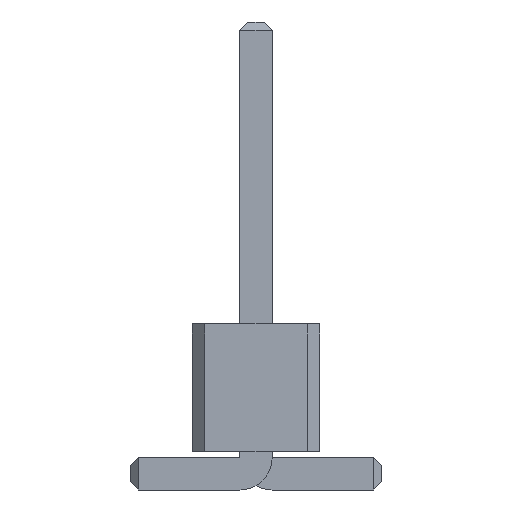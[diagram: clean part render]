
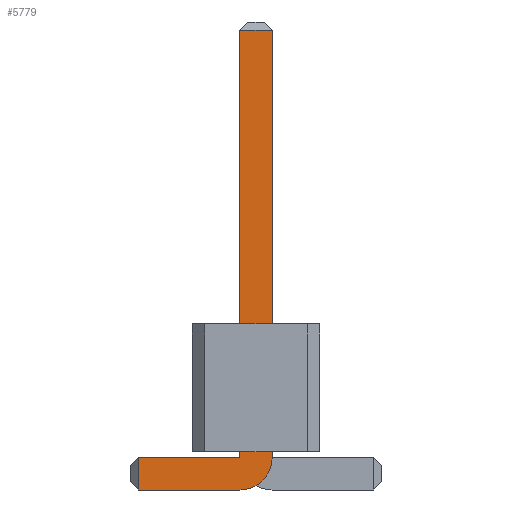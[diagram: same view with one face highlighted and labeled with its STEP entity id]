
A CAD part, front view. The second image highlights one B-rep face of the part: STEP entity #5779.
In plain terms, the highlighted planar face has unit normal (0, -1, 0).
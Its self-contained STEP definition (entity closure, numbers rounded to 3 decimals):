
#56=DIRECTION('',(0.,-1.,0.));
#67=DIRECTION('',(1.,0.,0.));
#1238=VECTOR('',#67,1.);
#1291=DIRECTION('',(-1.,0.,0.));
#2459=VECTOR('',#1291,1.);
#2641=DIRECTION('',(0.,0.,-1.));
#2660=VECTOR('',#2641,1.);
#5609=VECTOR('',#5610,1.);
#5610=DIRECTION('',(0.,0.,1.));
#5632=DIRECTION('',(0.,-1.,0.));
#5633=DIRECTION('',(-1.,0.,0.));
#5640=VERTEX_POINT('',#5641);
#5641=CARTESIAN_POINT('',(-2.34,-25.72,0.));
#5644=ORIENTED_EDGE('',*,*,#5645,.T.);
#5645=EDGE_CURVE('',#5640,#5646,#5648,.T.);
#5646=VERTEX_POINT('',#5647);
#5647=CARTESIAN_POINT('',(-0.32,-25.72,0.));
#5648=LINE('',#5649,#1238);
#5649=CARTESIAN_POINT('',(-2.5,-25.72,0.));
#5681=VERTEX_POINT('',#5682);
#5682=CARTESIAN_POINT('',(0.32,-25.72,0.64));
#5685=EDGE_CURVE('',#5646,#5681,#5686,.T.);
#5686=CIRCLE('',#5687,0.64);
#5687=AXIS2_PLACEMENT_3D('',#5688,#56,#2641);
#5688=CARTESIAN_POINT('',(-0.32,-25.72,0.64));
#5696=VERTEX_POINT('',#5688);
#5698=ORIENTED_EDGE('',*,*,#5699,.T.);
#5699=EDGE_CURVE('',#5696,#5700,#5702,.T.);
#5700=VERTEX_POINT('',#5701);
#5701=CARTESIAN_POINT('',(-2.34,-25.72,0.64));
#5702=LINE('',#5688,#2459);
#5712=ORIENTED_EDGE('',*,*,#5713,.T.);
#5713=EDGE_CURVE('',#5681,#5714,#5716,.T.);
#5714=VERTEX_POINT('',#5715);
#5715=CARTESIAN_POINT('',(0.32,-25.72,9.14));
#5716=LINE('',#5717,#5609);
#5717=CARTESIAN_POINT('',(0.32,-25.72,0.));
#5730=VERTEX_POINT('',#5731);
#5731=CARTESIAN_POINT('',(-0.32,-25.72,9.14));
#5733=ORIENTED_EDGE('',*,*,#5734,.T.);
#5734=EDGE_CURVE('',#5730,#5696,#5735,.T.);
#5735=LINE('',#5736,#2660);
#5736=CARTESIAN_POINT('',(-0.32,-25.72,9.3));
#5779=ADVANCED_FACE('',(#5780),#5789,.T.);
#5780=FACE_BOUND('',#5781,.T.);
#5781=EDGE_LOOP('',(#5644,#5782,#5712,#5783,#5733,#5698,#5786));
#5782=ORIENTED_EDGE('',*,*,#5685,.T.);
#5783=ORIENTED_EDGE('',*,*,#5784,.T.);
#5784=EDGE_CURVE('',#5714,#5730,#5785,.T.);
#5785=LINE('',#5715,#2459);
#5786=ORIENTED_EDGE('',*,*,#5787,.T.);
#5787=EDGE_CURVE('',#5700,#5640,#5788,.T.);
#5788=LINE('',#5701,#2660);
#5789=PLANE('',#5790);
#5790=AXIS2_PLACEMENT_3D('',#5791,#5632,#5633);
#5791=CARTESIAN_POINT('',(-0.311,-25.72,3.871));
